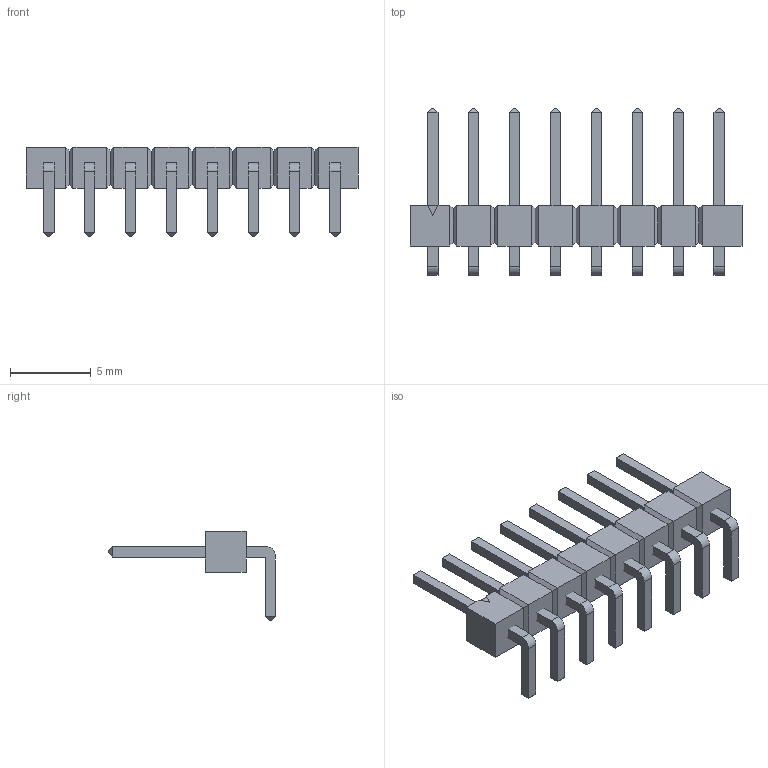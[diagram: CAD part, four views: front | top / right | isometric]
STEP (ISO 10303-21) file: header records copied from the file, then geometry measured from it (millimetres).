
FILE_DESCRIPTION(('FreeCAD Model'),'2;1');
FILE_NAME('463796.4.1.stp','2020-05-20T11:18:13',( 'Author'),(''),'Open CASCADE STEP processor 6.9','FreeCAD','Unknown' );
FILE_SCHEMA(('AUTOMOTIVE_DESIGN { 1 0 10303 214 1 1 1 1 }'));
Length unit declared in the file: millimetre
Products named in the file (3): ASSEMBLY; Body; LeadsArray
Assembly tree (2 placements, depth 2):
  ASSEMBLY
    Body
    LeadsArray
Bounding box: 20.62 x 10.36 x 5.54 mm (x, y, z)
Volume: 175.2 mm3; surface area: 520.9 mm2
Topology: 9 solids, 9 shells, 237 faces, 509 edges, 290 vertices
Faces by surface type: plane 221, cylinder 16
Entity records: 12779 total; most frequent: CARTESIAN_POINT 2265, DIRECTION 1911, LINE 1351, VECTOR 1351, ORIENTED_EDGE 1018, PCURVE 1018, DEFINITIONAL_REPRESENTATION 1018, EDGE_CURVE 509
